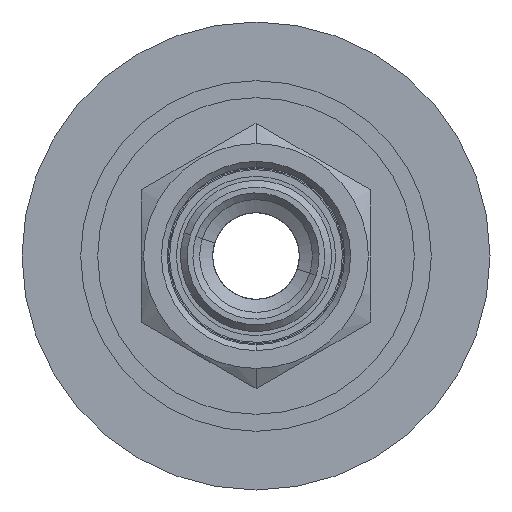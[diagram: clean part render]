
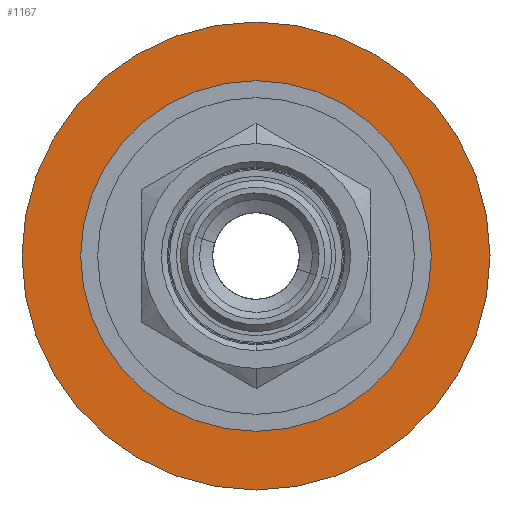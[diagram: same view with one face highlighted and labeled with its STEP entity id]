
A CAD part, left-side view. The second image highlights one B-rep face of the part: STEP entity #1167.
In plain terms, the highlighted planar face has unit normal (-1, 0, 0).
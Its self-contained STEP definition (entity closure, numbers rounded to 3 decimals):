
#169 = DIRECTION ( 'NONE',  ( 0., 0., 1. ) ) ;
#222 = EDGE_CURVE ( 'NONE', #1110, #2662, #758, .T. ) ;
#330 = CARTESIAN_POINT ( 'NONE',  ( 0., 0., 0. ) ) ;
#519 = EDGE_LOOP ( 'NONE', ( #2141, #1894 ) ) ;
#758 = CIRCLE ( 'NONE', #3004, 27.5 ) ;
#946 = ORIENTED_EDGE ( 'NONE', *, *, #986, .T. ) ;
#986 = EDGE_CURVE ( 'NONE', #1674, #2733, #3097, .T. ) ;
#1008 = EDGE_LOOP ( 'NONE', ( #946, #3491 ) ) ;
#1049 = CARTESIAN_POINT ( 'NONE',  ( 0., 0., 0. ) ) ;
#1056 = CARTESIAN_POINT ( 'NONE',  ( 0., 0., 20.6 ) ) ;
#1110 = VERTEX_POINT ( 'NONE', #1173 ) ;
#1133 = EDGE_CURVE ( 'NONE', #2733, #1674, #2329, .T. ) ;
#1167 = ADVANCED_FACE ( 'NONE', ( #1201, #3383 ), #3055, .T. ) ;
#1173 = CARTESIAN_POINT ( 'NONE',  ( 0., 0., -27.5 ) ) ;
#1201 = FACE_BOUND ( 'NONE', #1008, .T. ) ;
#1362 = AXIS2_PLACEMENT_3D ( 'NONE', #2187, #1426, #169 ) ;
#1426 = DIRECTION ( 'NONE',  ( -1., 0., 0. ) ) ;
#1517 = CARTESIAN_POINT ( 'NONE',  ( 0., 0., -20.6 ) ) ;
#1610 = DIRECTION ( 'NONE',  ( 1., 0., 0. ) ) ;
#1674 = VERTEX_POINT ( 'NONE', #1517 ) ;
#1887 = DIRECTION ( 'NONE',  ( 0., 0., -1. ) ) ;
#1894 = ORIENTED_EDGE ( 'NONE', *, *, #1948, .F. ) ;
#1948 = EDGE_CURVE ( 'NONE', #2662, #1110, #2550, .T. ) ;
#2002 = AXIS2_PLACEMENT_3D ( 'NONE', #3470, #2255, #1887 ) ;
#2089 = DIRECTION ( 'NONE',  ( 0., 0., -1. ) ) ;
#2094 = CARTESIAN_POINT ( 'NONE',  ( 0., 0., 0. ) ) ;
#2141 = ORIENTED_EDGE ( 'NONE', *, *, #222, .F. ) ;
#2187 = CARTESIAN_POINT ( 'NONE',  ( 0., 0., -20.6 ) ) ;
#2255 = DIRECTION ( 'NONE',  ( 1., 0., 0. ) ) ;
#2329 = CIRCLE ( 'NONE', #2002, 20.6 ) ;
#2550 = CIRCLE ( 'NONE', #3317, 27.5 ) ;
#2662 = VERTEX_POINT ( 'NONE', #3307 ) ;
#2733 = VERTEX_POINT ( 'NONE', #1056 ) ;
#2951 = DIRECTION ( 'NONE',  ( 1., 0., 0. ) ) ;
#3004 = AXIS2_PLACEMENT_3D ( 'NONE', #2094, #2951, #3510 ) ;
#3055 = PLANE ( 'NONE',  #1362 ) ;
#3097 = CIRCLE ( 'NONE', #3350, 20.6 ) ;
#3307 = CARTESIAN_POINT ( 'NONE',  ( 0., 0., 27.5 ) ) ;
#3310 = DIRECTION ( 'NONE',  ( 0., 0., -1. ) ) ;
#3317 = AXIS2_PLACEMENT_3D ( 'NONE', #1049, #1610, #3310 ) ;
#3350 = AXIS2_PLACEMENT_3D ( 'NONE', #330, #3413, #2089 ) ;
#3383 = FACE_OUTER_BOUND ( 'NONE', #519, .T. ) ;
#3413 = DIRECTION ( 'NONE',  ( 1., 0., 0. ) ) ;
#3470 = CARTESIAN_POINT ( 'NONE',  ( 0., 0., 0. ) ) ;
#3491 = ORIENTED_EDGE ( 'NONE', *, *, #1133, .T. ) ;
#3510 = DIRECTION ( 'NONE',  ( 0., 0., -1. ) ) ;
